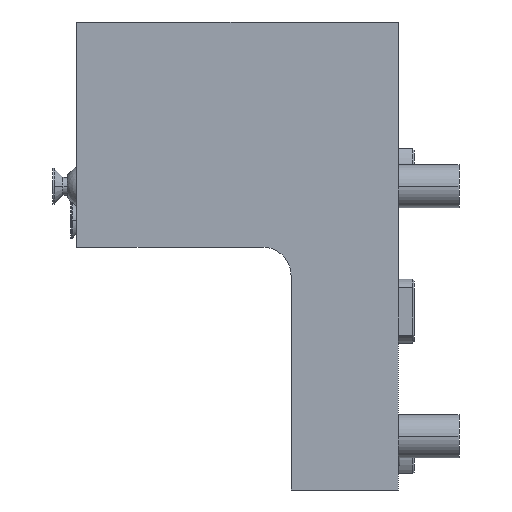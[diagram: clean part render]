
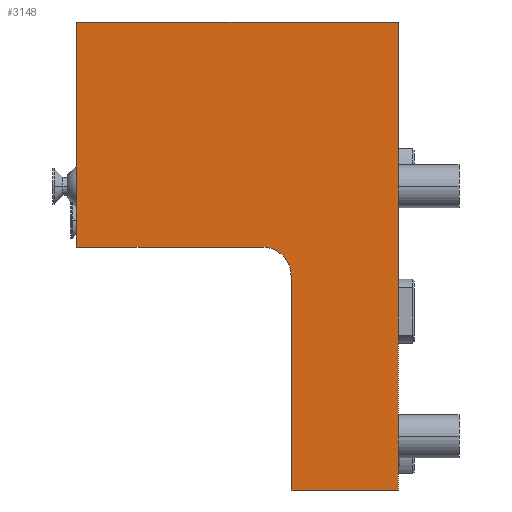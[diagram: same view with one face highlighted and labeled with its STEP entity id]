
A CAD part, front view. The second image highlights one B-rep face of the part: STEP entity #3148.
In plain terms, the highlighted planar face has unit normal (0, -1, 0).
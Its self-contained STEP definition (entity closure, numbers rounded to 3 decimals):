
#17=DIRECTION('',(0.,0.,1.));
#18=VECTOR('',#17,131.);
#19=CARTESIAN_POINT('',(0.,-47.5,-50.));
#20=LINE('',#19,#18);
#285=DIRECTION('',(0.,0.,1.));
#286=VECTOR('',#285,63.);
#287=CARTESIAN_POINT('',(-90.,-47.5,18.));
#288=LINE('',#287,#286);
#683=DIRECTION('',(-1.,0.,0.));
#684=VECTOR('',#683,90.);
#685=CARTESIAN_POINT('',(0.,-47.5,81.));
#686=LINE('',#685,#684);
#729=DIRECTION('',(0.,0.,1.));
#730=VECTOR('',#729,60.);
#731=CARTESIAN_POINT('',(-30.,-47.5,-50.));
#732=LINE('',#731,#730);
#733=DIRECTION('',(1.,0.,0.));
#734=VECTOR('',#733,52.);
#735=CARTESIAN_POINT('',(-90.,-47.5,18.));
#736=LINE('',#735,#734);
#737=DIRECTION('',(-1.,0.,0.));
#738=VECTOR('',#737,30.);
#739=CARTESIAN_POINT('',(0.,-47.5,-50.));
#740=LINE('',#739,#738);
#844=CARTESIAN_POINT('',(-38.,-47.5,10.));
#845=DIRECTION('',(0.,1.,0.));
#846=DIRECTION('',(0.,0.,1.));
#847=AXIS2_PLACEMENT_3D('',#844,#845,#846);
#1760=CARTESIAN_POINT('',(0.,-47.5,-50.));
#1761=VERTEX_POINT('',#1760);
#1762=CARTESIAN_POINT('',(0.,-47.5,81.));
#1763=VERTEX_POINT('',#1762);
#1766=CARTESIAN_POINT('',(-90.,-47.5,81.));
#1767=VERTEX_POINT('',#1766);
#1785=CARTESIAN_POINT('',(-90.,-47.5,18.));
#1787=VERTEX_POINT('',#1785);
#1789=CARTESIAN_POINT('',(-30.,-47.5,-50.));
#1791=VERTEX_POINT('',#1789);
#1793=CARTESIAN_POINT('',(-30.,-47.5,10.));
#1795=VERTEX_POINT('',#1793);
#1797=CARTESIAN_POINT('',(-38.,-47.5,18.));
#1799=VERTEX_POINT('',#1797);
#3130=CARTESIAN_POINT('',(0.,-47.5,-50.));
#3131=DIRECTION('',(0.,-1.,0.));
#3132=DIRECTION('',(0.,0.,1.));
#3133=AXIS2_PLACEMENT_3D('',#3130,#3131,#3132);
#3134=PLANE('',#3133);
#3136=ORIENTED_EDGE('',*,*,#3135,.T.);
#3138=ORIENTED_EDGE('',*,*,#3137,.F.);
#3140=ORIENTED_EDGE('',*,*,#3139,.F.);
#3141=ORIENTED_EDGE('',*,*,#2507,.T.);
#3142=ORIENTED_EDGE('',*,*,#3040,.F.);
#3143=ORIENTED_EDGE('',*,*,#2264,.F.);
#3145=ORIENTED_EDGE('',*,*,#3144,.T.);
#3146=EDGE_LOOP('',(#3136,#3138,#3140,#3141,#3142,#3143,#3145));
#3147=FACE_OUTER_BOUND('',#3146,.F.);
#3148=ADVANCED_FACE('',(#3147),#3134,.T.);
#848=CIRCLE('',#847,8.);
#2264=EDGE_CURVE('',#1761,#1763,#20,.T.);
#2507=EDGE_CURVE('',#1787,#1767,#288,.T.);
#3040=EDGE_CURVE('',#1763,#1767,#686,.T.);
#3135=EDGE_CURVE('',#1791,#1795,#732,.T.);
#3137=EDGE_CURVE('',#1799,#1795,#848,.T.);
#3139=EDGE_CURVE('',#1787,#1799,#736,.T.);
#3144=EDGE_CURVE('',#1761,#1791,#740,.T.);
